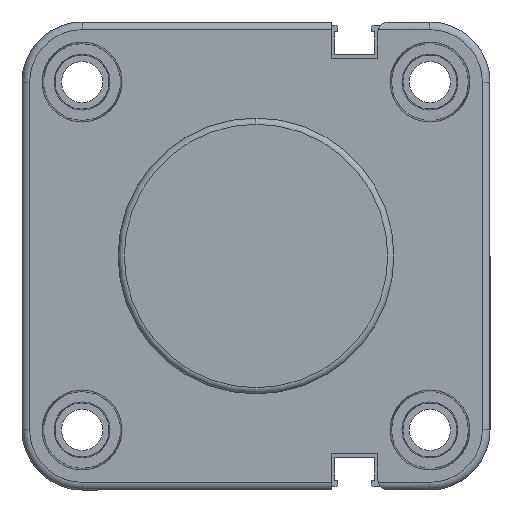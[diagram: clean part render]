
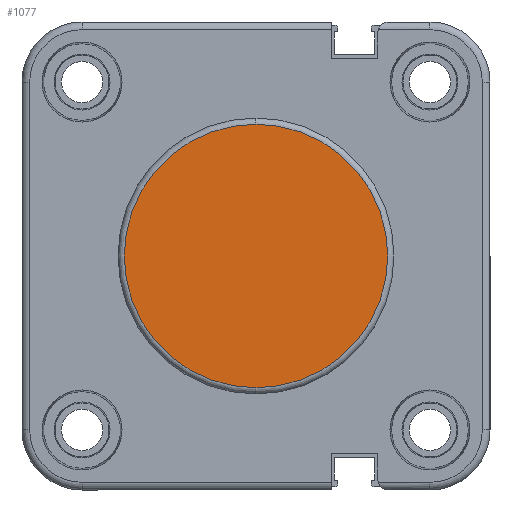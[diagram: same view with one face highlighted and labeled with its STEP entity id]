
A CAD part, left-side view. The second image highlights one B-rep face of the part: STEP entity #1077.
In plain terms, the highlighted planar face has unit normal (-1, 0, 0).
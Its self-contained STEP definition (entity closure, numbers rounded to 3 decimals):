
#1077 = ADVANCED_FACE ( 'NONE', ( #11922 ), #16527, .T. ) ;
#1514 = CARTESIAN_POINT ( 'NONE',  ( 0., 0., 0. ) ) ;
#3856 = CARTESIAN_POINT ( 'NONE',  ( 0., 0., 21.4 ) ) ;
#4040 = VERTEX_POINT ( 'NONE', #3856 ) ;
#4057 = DIRECTION ( 'NONE',  ( 0., 0., 1. ) ) ;
#4947 = CARTESIAN_POINT ( 'NONE',  ( 0., 0., 0. ) ) ;
#5242 = CARTESIAN_POINT ( 'NONE',  ( 0., 0., -21.4 ) ) ;
#5412 = DIRECTION ( 'NONE',  ( -1., 0., 0. ) ) ;
#11922 = FACE_OUTER_BOUND ( 'NONE', #25270, .T. ) ;
#12112 = AXIS2_PLACEMENT_3D ( 'NONE', #4947, #12227, #29405 ) ;
#12227 = DIRECTION ( 'NONE',  ( -1., 0., 0. ) ) ;
#15383 = CARTESIAN_POINT ( 'NONE',  ( 0., 0., 0. ) ) ;
#16026 = CIRCLE ( 'NONE', #30763, 21.4 ) ;
#16527 = PLANE ( 'NONE',  #30620 ) ;
#17693 = CIRCLE ( 'NONE', #12112, 21.4 ) ;
#19219 = ORIENTED_EDGE ( 'NONE', *, *, #29477, .T. ) ;
#19883 = VERTEX_POINT ( 'NONE', #5242 ) ;
#21740 = ORIENTED_EDGE ( 'NONE', *, *, #25182, .T. ) ;
#22390 = DIRECTION ( 'NONE',  ( 0., 0., 1. ) ) ;
#25182 = EDGE_CURVE ( 'NONE', #4040, #19883, #17693, .T. ) ;
#25270 = EDGE_LOOP ( 'NONE', ( #21740, #19219 ) ) ;
#27878 = DIRECTION ( 'NONE',  ( -1., 0., 0. ) ) ;
#29405 = DIRECTION ( 'NONE',  ( 0., 0., 1. ) ) ;
#29477 = EDGE_CURVE ( 'NONE', #19883, #4040, #16026, .T. ) ;
#30620 = AXIS2_PLACEMENT_3D ( 'NONE', #15383, #5412, #22390 ) ;
#30763 = AXIS2_PLACEMENT_3D ( 'NONE', #1514, #27878, #4057 ) ;
